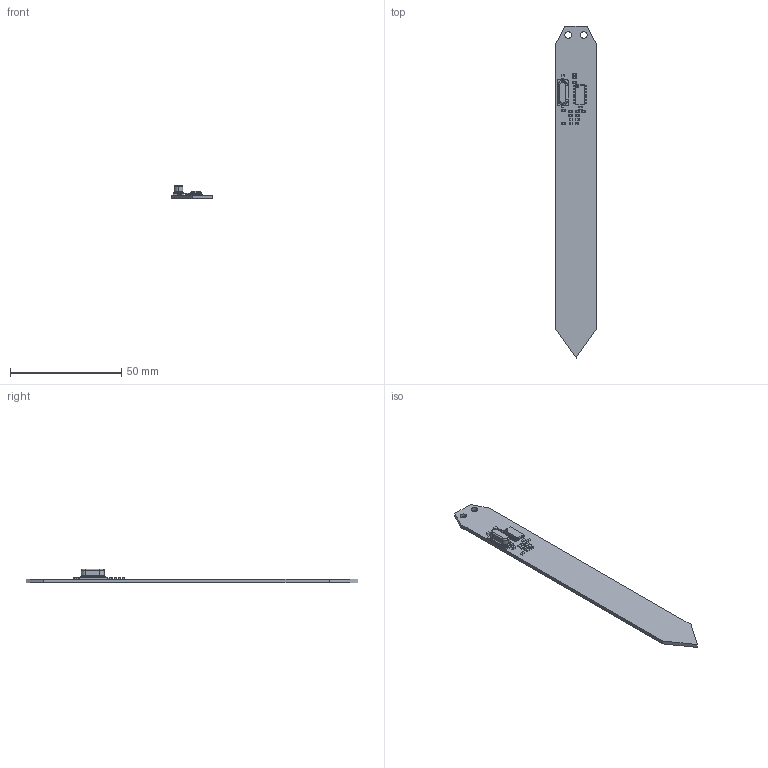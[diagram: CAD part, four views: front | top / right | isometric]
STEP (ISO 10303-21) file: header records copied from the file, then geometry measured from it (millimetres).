
FILE_DESCRIPTION(('KiCad electronic assembly'),'2;1');
FILE_NAME('rs485-moist-sensor.stp','2017-05-28T13:07:34',('An Author'),( 'A Company'),'Open CASCADE STEP processor 6.8', 'KiCad to STEP converter','Unknown');
FILE_SCHEMA(('AUTOMOTIVE_DESIGN_CC2 { 1 2 10303 214 -1 1 5 4 }'));
Length unit declared in the file: millimetre
Products named in the file (12): Open CASCADE STEP translator 6.8 1; User_Library-SOD523-2; SOLID; User_Library-SOIC-14; User_Library-Crystal_HC49_US-SM; User_Library-CAP_SMD-1; User_Library-RES_SMD-1; COMPOUND
Assembly tree (24 placements, depth 3):
  Open CASCADE STEP translator 6.8 1
    User_Library-SOD523-2  x2
      SOLID
    User_Library-SOIC-14
      SOLID
    User_Library-Crystal_HC49_US-SM
      SOLID
    User_Library-CAP_SMD-1  x6
      SOLID
    User_Library-RES_SMD-1  x8
      SOLID
    COMPOUND
Bounding box: 18 x 149 x 5.9 mm (x, y, z)
Volume: 4272.6 mm3; surface area: 6036.6 mm2
Topology: 19 solids, 19 shells, 805 faces, 1989 edges, 1222 vertices
Faces by surface type: plane 653, cylinder 118, sphere 28, torus 6
Full cylindrical faces by diameter (mm): 3 x2
Entity records: 37367 total; most frequent: CARTESIAN_POINT 15762, DIRECTION 3627, LINE 2269, VECTOR 2269, ORIENTED_EDGE 2058, PCURVE 2058, DEFINITIONAL_REPRESENTATION 2058, EDGE_CURVE 1029
